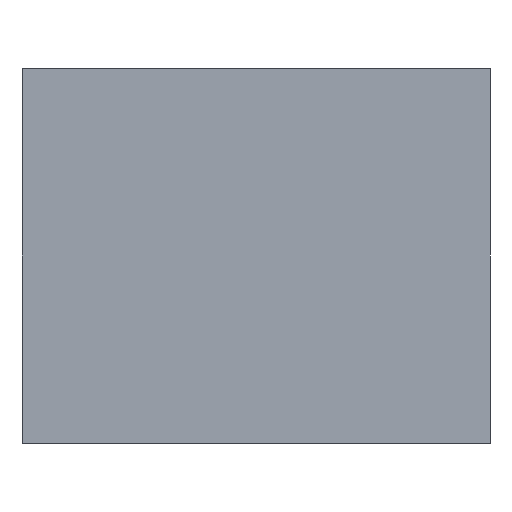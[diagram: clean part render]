
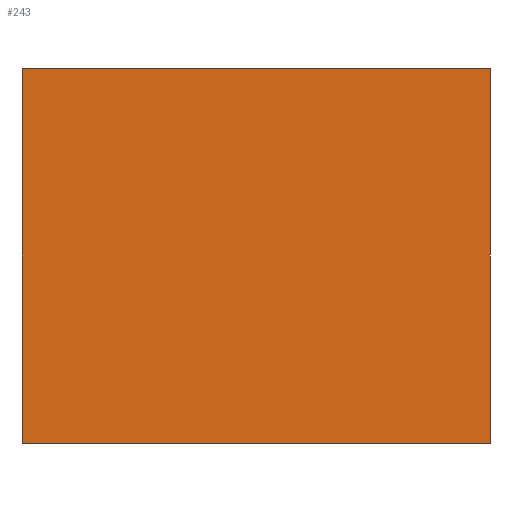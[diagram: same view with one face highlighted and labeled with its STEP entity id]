
A CAD part, left-side view. The second image highlights one B-rep face of the part: STEP entity #243.
In plain terms, the highlighted planar face has unit normal (-1, 0, 0).
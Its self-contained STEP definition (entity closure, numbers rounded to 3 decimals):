
#4 = EDGE_CURVE ( 'NONE', #226, #245, #173, .T. ) ;
#38 = ORIENTED_EDGE ( 'NONE', *, *, #187, .F. ) ;
#45 = DIRECTION ( 'NONE',  ( 0., 1., 0. ) ) ;
#59 = CARTESIAN_POINT ( 'NONE',  ( -25., 25., 40. ) ) ;
#84 = DIRECTION ( 'NONE',  ( 0., 0., -1. ) ) ;
#88 = VERTEX_POINT ( 'NONE', #59 ) ;
#98 = AXIS2_PLACEMENT_3D ( 'NONE', #147, #233, #45 ) ;
#100 = ORIENTED_EDGE ( 'NONE', *, *, #152, .T. ) ;
#107 = EDGE_LOOP ( 'NONE', ( #154, #284, #38, #100 ) ) ;
#115 = VECTOR ( 'NONE', #248, 1000. ) ;
#120 = VECTOR ( 'NONE', #223, 1000. ) ;
#129 = FACE_OUTER_BOUND ( 'NONE', #107, .T. ) ;
#135 = CARTESIAN_POINT ( 'NONE',  ( -25., -25., 0. ) ) ;
#143 = CARTESIAN_POINT ( 'NONE',  ( -25., -25., 40. ) ) ;
#144 = VECTOR ( 'NONE', #280, 1000. ) ;
#147 = CARTESIAN_POINT ( 'NONE',  ( -25., -25., 40. ) ) ;
#152 = EDGE_CURVE ( 'NONE', #88, #226, #190, .T. ) ;
#154 = ORIENTED_EDGE ( 'NONE', *, *, #4, .T. ) ;
#162 = CARTESIAN_POINT ( 'NONE',  ( -25., 25., 0. ) ) ;
#173 = LINE ( 'NONE', #135, #115 ) ;
#183 = CARTESIAN_POINT ( 'NONE',  ( -25., -25., 40. ) ) ;
#187 = EDGE_CURVE ( 'NONE', #88, #207, #201, .T. ) ;
#190 = LINE ( 'NONE', #203, #120 ) ;
#201 = LINE ( 'NONE', #231, #144 ) ;
#203 = CARTESIAN_POINT ( 'NONE',  ( -25., 25., 40. ) ) ;
#204 = EDGE_CURVE ( 'NONE', #207, #245, #247, .T. ) ;
#207 = VERTEX_POINT ( 'NONE', #183 ) ;
#223 = DIRECTION ( 'NONE',  ( 0., 0., -1. ) ) ;
#226 = VERTEX_POINT ( 'NONE', #162 ) ;
#231 = CARTESIAN_POINT ( 'NONE',  ( -25., -25., 40. ) ) ;
#233 = DIRECTION ( 'NONE',  ( 1., 0., 0. ) ) ;
#234 = VECTOR ( 'NONE', #84, 1000. ) ;
#243 = ADVANCED_FACE ( 'NONE', ( #129 ), #290, .F. ) ;
#245 = VERTEX_POINT ( 'NONE', #259 ) ;
#247 = LINE ( 'NONE', #143, #234 ) ;
#248 = DIRECTION ( 'NONE',  ( 0., -1., 0. ) ) ;
#259 = CARTESIAN_POINT ( 'NONE',  ( -25., -25., 0. ) ) ;
#280 = DIRECTION ( 'NONE',  ( 0., -1., 0. ) ) ;
#284 = ORIENTED_EDGE ( 'NONE', *, *, #204, .F. ) ;
#290 = PLANE ( 'NONE',  #98 ) ;
